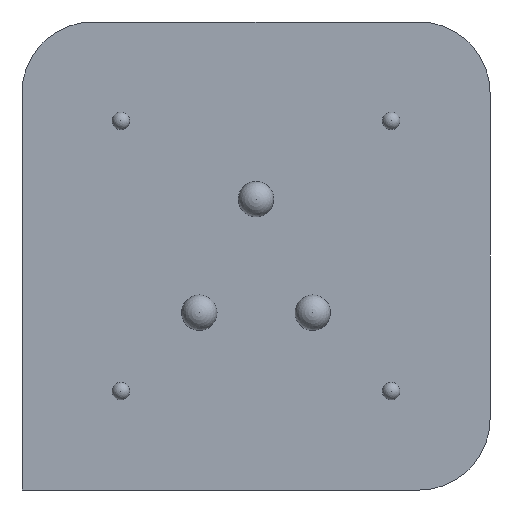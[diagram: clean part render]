
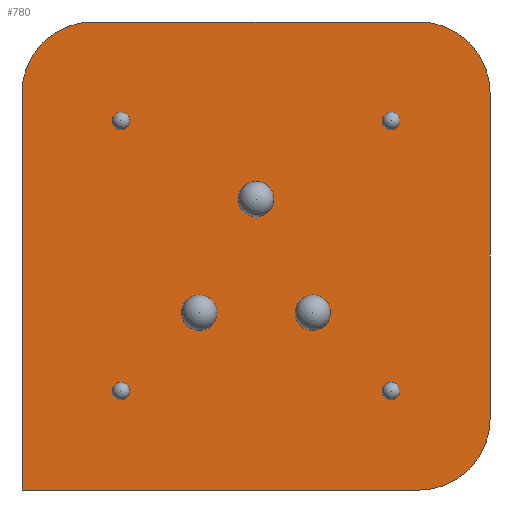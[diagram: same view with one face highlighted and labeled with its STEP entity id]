
A CAD part, front view. The second image highlights one B-rep face of the part: STEP entity #780.
In plain terms, the highlighted planar face has unit normal (0, -1, 0).
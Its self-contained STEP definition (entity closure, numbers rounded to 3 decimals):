
#26=FACE_BOUND('',#254,.T.);
#27=FACE_BOUND('',#255,.T.);
#28=FACE_BOUND('',#256,.T.);
#29=FACE_BOUND('',#257,.T.);
#40=PLANE('',#895);
#63=LINE('',#1281,#109);
#66=LINE('',#1289,#112);
#85=LINE('',#1400,#131);
#87=LINE('',#1406,#133);
#109=VECTOR('',#1028,10.);
#112=VECTOR('',#1037,10.);
#131=VECTOR('',#1118,10.);
#133=VECTOR('',#1126,10.);
#202=FACE_OUTER_BOUND('',#253,.T.);
#253=EDGE_LOOP('',(#692,#693,#694,#695,#696,#697,#698));
#254=EDGE_LOOP('',(#699));
#255=EDGE_LOOP('',(#700));
#256=EDGE_LOOP('',(#701));
#257=EDGE_LOOP('',(#702));
#270=CIRCLE('',#812,0.25);
#274=CIRCLE('',#818,0.25);
#278=CIRCLE('',#824,0.25);
#282=CIRCLE('',#830,0.25);
#295=CIRCLE('',#852,2.);
#296=CIRCLE('',#855,2.);
#317=CIRCLE('',#889,2.);
#333=VERTEX_POINT('',#1194);
#337=VERTEX_POINT('',#1205);
#341=VERTEX_POINT('',#1216);
#345=VERTEX_POINT('',#1227);
#360=VERTEX_POINT('',#1273);
#361=VERTEX_POINT('',#1275);
#362=VERTEX_POINT('',#1279);
#363=VERTEX_POINT('',#1283);
#364=VERTEX_POINT('',#1287);
#389=VERTEX_POINT('',#1398);
#390=VERTEX_POINT('',#1402);
#407=EDGE_CURVE('',#333,#333,#270,.T.);
#412=EDGE_CURVE('',#337,#337,#274,.T.);
#417=EDGE_CURVE('',#341,#341,#278,.T.);
#422=EDGE_CURVE('',#345,#345,#282,.T.);
#445=EDGE_CURVE('',#360,#361,#295,.T.);
#448=EDGE_CURVE('',#360,#362,#63,.T.);
#450=EDGE_CURVE('',#363,#362,#296,.T.);
#452=EDGE_CURVE('',#363,#364,#66,.T.);
#491=EDGE_CURVE('',#364,#389,#85,.T.);
#493=EDGE_CURVE('',#390,#389,#317,.T.);
#494=EDGE_CURVE('',#390,#361,#87,.T.);
#692=ORIENTED_EDGE('',*,*,#452,.T.);
#693=ORIENTED_EDGE('',*,*,#491,.T.);
#694=ORIENTED_EDGE('',*,*,#493,.F.);
#695=ORIENTED_EDGE('',*,*,#494,.T.);
#696=ORIENTED_EDGE('',*,*,#445,.F.);
#697=ORIENTED_EDGE('',*,*,#448,.T.);
#698=ORIENTED_EDGE('',*,*,#450,.F.);
#699=ORIENTED_EDGE('',*,*,#422,.T.);
#700=ORIENTED_EDGE('',*,*,#407,.T.);
#701=ORIENTED_EDGE('',*,*,#417,.T.);
#702=ORIENTED_EDGE('',*,*,#412,.T.);
#780=ADVANCED_FACE('',(#202,#26,#27,#28,#29),#40,.F.);
#812=AXIS2_PLACEMENT_3D('',#1196,#930,#931);
#818=AXIS2_PLACEMENT_3D('',#1207,#943,#944);
#824=AXIS2_PLACEMENT_3D('',#1218,#956,#957);
#830=AXIS2_PLACEMENT_3D('',#1229,#969,#970);
#852=AXIS2_PLACEMENT_3D('',#1276,#1022,#1023);
#855=AXIS2_PLACEMENT_3D('',#1285,#1032,#1033);
#889=AXIS2_PLACEMENT_3D('',#1404,#1122,#1123);
#895=AXIS2_PLACEMENT_3D('',#1414,#1138,#1139);
#930=DIRECTION('center_axis',(0.,1.,0.));
#931=DIRECTION('ref_axis',(1.,0.,0.));
#943=DIRECTION('center_axis',(0.,1.,0.));
#944=DIRECTION('ref_axis',(1.,0.,0.));
#956=DIRECTION('center_axis',(0.,1.,0.));
#957=DIRECTION('ref_axis',(1.,0.,0.));
#969=DIRECTION('center_axis',(0.,1.,0.));
#970=DIRECTION('ref_axis',(1.,0.,0.));
#1022=DIRECTION('center_axis',(0.,1.,0.));
#1023=DIRECTION('ref_axis',(0.,0.,1.));
#1028=DIRECTION('',(-1.,0.,0.));
#1032=DIRECTION('center_axis',(0.,1.,0.));
#1033=DIRECTION('ref_axis',(-1.,0.,0.));
#1037=DIRECTION('',(0.,0.,-1.));
#1118=DIRECTION('',(1.,0.,0.));
#1122=DIRECTION('center_axis',(0.,1.,0.));
#1123=DIRECTION('ref_axis',(1.,0.,0.));
#1126=DIRECTION('',(0.,0.,1.));
#1138=DIRECTION('center_axis',(0.,1.,0.));
#1139=DIRECTION('ref_axis',(1.,0.,0.));
#1194=CARTESIAN_POINT('',(10.16,0.,2.79));
#1196=CARTESIAN_POINT('Origin',(10.41,0.,2.79));
#1205=CARTESIAN_POINT('',(10.16,0.,10.41));
#1207=CARTESIAN_POINT('Origin',(10.41,0.,10.41));
#1216=CARTESIAN_POINT('',(2.54,0.,10.41));
#1218=CARTESIAN_POINT('Origin',(2.79,0.,10.41));
#1227=CARTESIAN_POINT('',(2.54,0.,2.79));
#1229=CARTESIAN_POINT('Origin',(2.79,0.,2.79));
#1273=CARTESIAN_POINT('',(11.2,0.,13.2));
#1275=CARTESIAN_POINT('',(13.2,0.,11.2));
#1276=CARTESIAN_POINT('Origin',(11.2,0.,11.2));
#1279=CARTESIAN_POINT('',(2.,0.,13.2));
#1281=CARTESIAN_POINT('',(11.2,0.,13.2));
#1283=CARTESIAN_POINT('',(0.,0.,11.2));
#1285=CARTESIAN_POINT('Origin',(2.,0.,11.2));
#1287=CARTESIAN_POINT('',(0.,0.,0.));
#1289=CARTESIAN_POINT('',(0.,0.,11.2));
#1398=CARTESIAN_POINT('',(11.2,0.,0.));
#1400=CARTESIAN_POINT('',(0.,0.,0.));
#1402=CARTESIAN_POINT('',(13.2,0.,2.));
#1404=CARTESIAN_POINT('Origin',(11.2,0.,2.));
#1406=CARTESIAN_POINT('',(13.2,0.,2.));
#1414=CARTESIAN_POINT('Origin',(6.5,0.,6.5));
